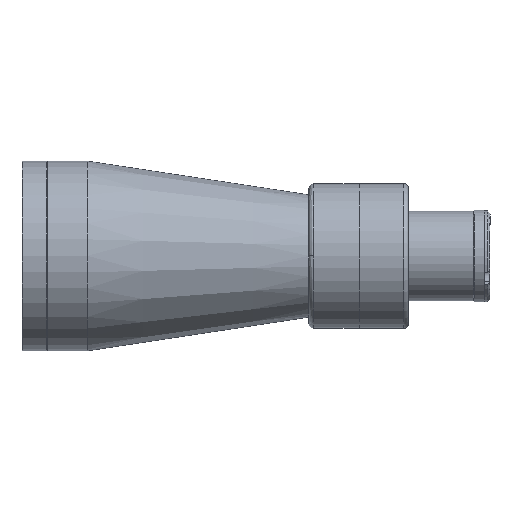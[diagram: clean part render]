
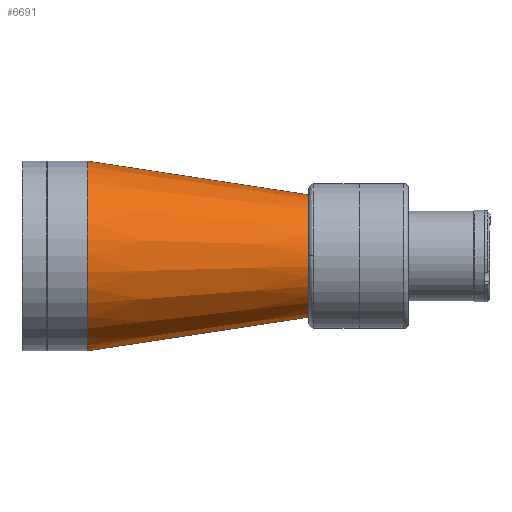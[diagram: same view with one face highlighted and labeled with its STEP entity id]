
A CAD part, top view. The second image highlights one B-rep face of the part: STEP entity #6691.
In plain terms, the highlighted conical face has half-angle 8.65 degrees and reference radius 40 mm.
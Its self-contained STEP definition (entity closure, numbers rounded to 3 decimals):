
#33 = CARTESIAN_POINT ( 'NONE',  ( -38.885, 8.301, -79.409 ) ) ;
#144 = CARTESIAN_POINT ( 'NONE',  ( -38.885, 8.301, -79.409 ) ) ;
#201 = DIRECTION ( 'NONE',  ( -1., 0., 0. ) ) ;
#273 = DIRECTION ( 'NONE',  ( 0., -1., 0. ) ) ;
#410 = DIRECTION ( 'NONE',  ( 0., 0., 1. ) ) ;
#414 = DIRECTION ( 'NONE',  ( 1., 0., 0. ) ) ;
#508 = CARTESIAN_POINT ( 'NONE',  ( -38.885, -31.699, -79.409 ) ) ;
#518 = LINE ( 'NONE', #508, #5600 ) ;
#741 = DIRECTION ( 'NONE',  ( -0.989, -0.15, 0. ) ) ;
#2838 = CARTESIAN_POINT ( 'NONE',  ( -38.885, -31.699, -79.409 ) ) ;
#2842 = CARTESIAN_POINT ( 'NONE',  ( -38.885, 48.301, -79.409 ) ) ;
#2870 = CARTESIAN_POINT ( 'NONE',  ( 54.397, -17.508, -79.409 ) ) ;
#2874 = CARTESIAN_POINT ( 'NONE',  ( 54.397, 34.11, -79.409 ) ) ;
#3093 = ORIENTED_EDGE ( 'NONE', *, *, #6801, .F. ) ;
#3095 = ORIENTED_EDGE ( 'NONE', *, *, #6638, .T. ) ;
#3096 = ORIENTED_EDGE ( 'NONE', *, *, #6671, .T. ) ;
#3107 = ORIENTED_EDGE ( 'NONE', *, *, #6637, .T. ) ;
#3279 = EDGE_LOOP ( 'NONE', ( #3095, #3107, #3096, #3093 ) ) ;
#3491 = VERTEX_POINT ( 'NONE', #2874 ) ;
#3495 = VERTEX_POINT ( 'NONE', #2842 ) ;
#3497 = VERTEX_POINT ( 'NONE', #2870 ) ;
#3498 = VERTEX_POINT ( 'NONE', #2838 ) ;
#4611 = CARTESIAN_POINT ( 'NONE',  ( 54.397, 8.301, -79.409 ) ) ;
#4613 = CARTESIAN_POINT ( 'NONE',  ( -38.885, 48.301, -79.409 ) ) ;
#4616 = LINE ( 'NONE', #4613, #5307 ) ;
#4617 = DIRECTION ( 'NONE',  ( -0.989, 0.15, 0. ) ) ;
#4619 = DIRECTION ( 'NONE',  ( -1., 0., 0. ) ) ;
#4623 = DIRECTION ( 'NONE',  ( 0., -1., 0. ) ) ;
#5307 = VECTOR ( 'NONE', #4617, 1000. ) ;
#5308 = AXIS2_PLACEMENT_3D ( 'NONE', #4611, #4619, #4623 ) ;
#5443 = AXIS2_PLACEMENT_3D ( 'NONE', #33, #414, #410 ) ;
#5525 = AXIS2_PLACEMENT_3D ( 'NONE', #144, #201, #273 ) ;
#5536 = FACE_OUTER_BOUND ( 'NONE', #3279, .T. ) ;
#5600 = VECTOR ( 'NONE', #741, 1000. ) ;
#6338 = CIRCLE ( 'NONE', #5443, 40. ) ;
#6532 = CIRCLE ( 'NONE', #5308, 25.809 ) ;
#6637 = EDGE_CURVE ( 'NONE', #3491, #3495, #4616, .T. ) ;
#6638 = EDGE_CURVE ( 'NONE', #3497, #3491, #6532, .T. ) ;
#6671 = EDGE_CURVE ( 'NONE', #3495, #3498, #6338, .T. ) ;
#6691 = ADVANCED_FACE ( 'NONE', ( #5536 ), #6719, .T. ) ;
#6719 = CONICAL_SURFACE ( 'NONE', #5525, 40., 0.151 ) ;
#6801 = EDGE_CURVE ( 'NONE', #3497, #3498, #518, .T. ) ;
